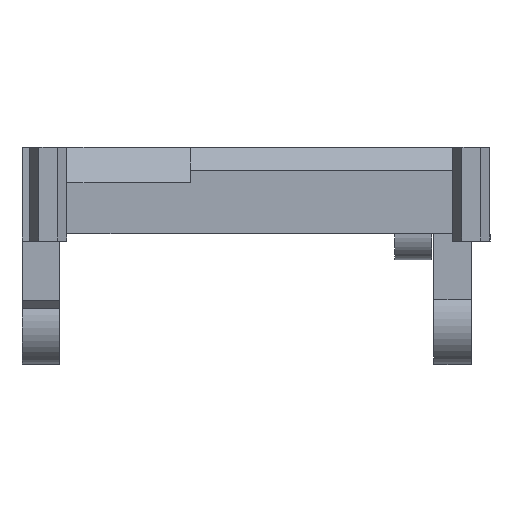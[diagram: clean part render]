
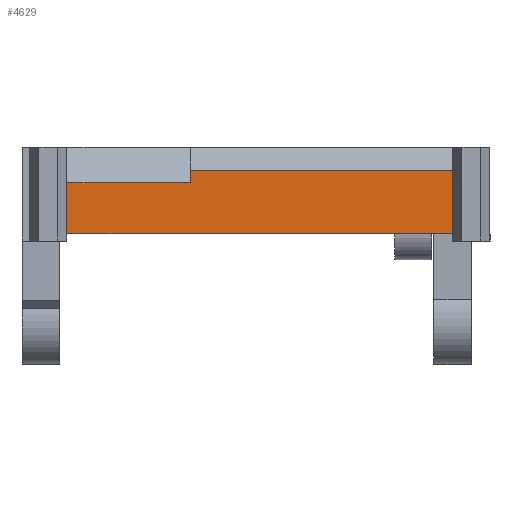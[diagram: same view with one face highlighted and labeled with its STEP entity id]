
A CAD part, front view. The second image highlights one B-rep face of the part: STEP entity #4629.
In plain terms, the highlighted planar face has unit normal (0, -1, 0).
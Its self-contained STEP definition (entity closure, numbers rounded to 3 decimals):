
#43 = EDGE_LOOP ( 'NONE', ( #9972, #9754, #1870, #5701, #10250, #481 ) ) ;
#395 = EDGE_CURVE ( 'NONE', #6722, #4138, #4776, .T. ) ;
#481 = ORIENTED_EDGE ( 'NONE', *, *, #2910, .F. ) ;
#517 = VERTEX_POINT ( 'NONE', #6960 ) ;
#617 = LINE ( 'NONE', #1936, #2801 ) ;
#1477 = VECTOR ( 'NONE', #8311, 1000. ) ;
#1646 = VECTOR ( 'NONE', #3827, 1000. ) ;
#1774 = VECTOR ( 'NONE', #3338, 1000. ) ;
#1870 = ORIENTED_EDGE ( 'NONE', *, *, #2341, .T. ) ;
#1872 = DIRECTION ( 'NONE',  ( -1., 0., 0. ) ) ;
#1894 = CARTESIAN_POINT ( 'NONE',  ( 16., -25., 16.891 ) ) ;
#1936 = CARTESIAN_POINT ( 'NONE',  ( -17., -25., 0. ) ) ;
#2105 = DIRECTION ( 'NONE',  ( 0., 0., 1. ) ) ;
#2341 = EDGE_CURVE ( 'NONE', #517, #4385, #7057, .T. ) ;
#2512 = CARTESIAN_POINT ( 'NONE',  ( 86., -25., 0. ) ) ;
#2542 = VECTOR ( 'NONE', #8146, 1000. ) ;
#2626 = CARTESIAN_POINT ( 'NONE',  ( -17., -25., 13.562 ) ) ;
#2648 = VECTOR ( 'NONE', #1872, 1000. ) ;
#2801 = VECTOR ( 'NONE', #10280, 1000. ) ;
#2910 = EDGE_CURVE ( 'NONE', #6722, #8520, #3808, .T. ) ;
#2933 = FACE_OUTER_BOUND ( 'NONE', #43, .T. ) ;
#3113 = CARTESIAN_POINT ( 'NONE',  ( 16., -25., 18. ) ) ;
#3137 = CARTESIAN_POINT ( 'NONE',  ( -17., -25., 13.562 ) ) ;
#3338 = DIRECTION ( 'NONE',  ( -1., 0., 0. ) ) ;
#3754 = EDGE_CURVE ( 'NONE', #8520, #6362, #9961, .T. ) ;
#3808 = LINE ( 'NONE', #2512, #1477 ) ;
#3827 = DIRECTION ( 'NONE',  ( -1., 0., 0. ) ) ;
#3871 = EDGE_CURVE ( 'NONE', #4138, #517, #10591, .T. ) ;
#3957 = EDGE_CURVE ( 'NONE', #6362, #4385, #617, .T. ) ;
#4138 = VERTEX_POINT ( 'NONE', #1894 ) ;
#4182 = AXIS2_PLACEMENT_3D ( 'NONE', #8486, #9548, #2105 ) ;
#4385 = VERTEX_POINT ( 'NONE', #3137 ) ;
#4629 = ADVANCED_FACE ( 'NONE', ( #2933 ), #8365, .F. ) ;
#4776 = LINE ( 'NONE', #5121, #1774 ) ;
#5121 = CARTESIAN_POINT ( 'NONE',  ( -17., -25., 16.891 ) ) ;
#5372 = CARTESIAN_POINT ( 'NONE',  ( 86., -25., 0. ) ) ;
#5701 = ORIENTED_EDGE ( 'NONE', *, *, #3957, .F. ) ;
#6362 = VERTEX_POINT ( 'NONE', #10709 ) ;
#6722 = VERTEX_POINT ( 'NONE', #9140 ) ;
#6960 = CARTESIAN_POINT ( 'NONE',  ( 16., -25., 13.562 ) ) ;
#7057 = LINE ( 'NONE', #2626, #2648 ) ;
#7961 = CARTESIAN_POINT ( 'NONE',  ( -29., -25., 0. ) ) ;
#8146 = DIRECTION ( 'NONE',  ( 0., 0., -1. ) ) ;
#8311 = DIRECTION ( 'NONE',  ( 0., 0., -1. ) ) ;
#8365 = PLANE ( 'NONE',  #4182 ) ;
#8486 = CARTESIAN_POINT ( 'NONE',  ( -29., -25., 0. ) ) ;
#8520 = VERTEX_POINT ( 'NONE', #5372 ) ;
#9140 = CARTESIAN_POINT ( 'NONE',  ( 86., -25., 16.891 ) ) ;
#9548 = DIRECTION ( 'NONE',  ( 0., 1., 0. ) ) ;
#9754 = ORIENTED_EDGE ( 'NONE', *, *, #3871, .T. ) ;
#9961 = LINE ( 'NONE', #7961, #1646 ) ;
#9972 = ORIENTED_EDGE ( 'NONE', *, *, #395, .T. ) ;
#10250 = ORIENTED_EDGE ( 'NONE', *, *, #3754, .F. ) ;
#10280 = DIRECTION ( 'NONE',  ( 0., 0., 1. ) ) ;
#10591 = LINE ( 'NONE', #3113, #2542 ) ;
#10709 = CARTESIAN_POINT ( 'NONE',  ( -17., -25., 0. ) ) ;
